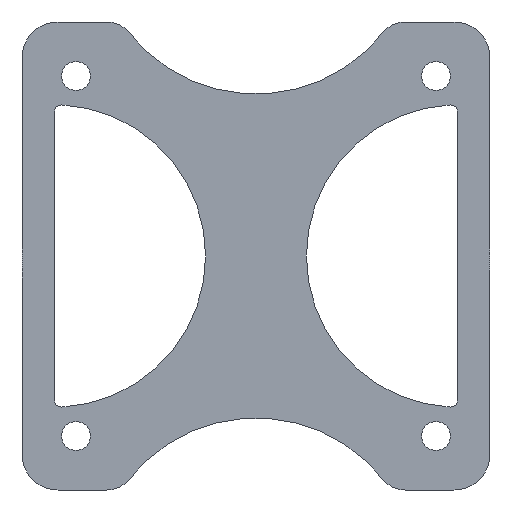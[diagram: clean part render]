
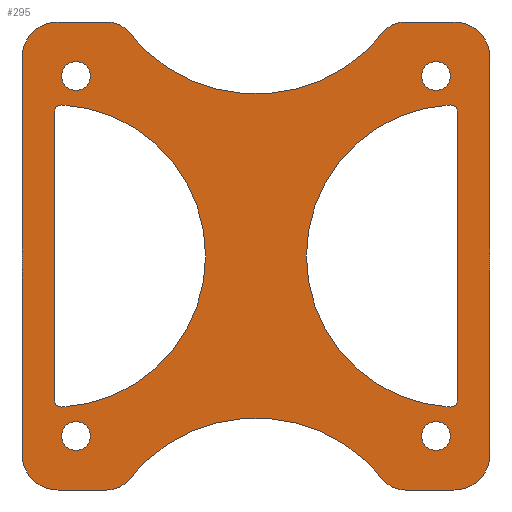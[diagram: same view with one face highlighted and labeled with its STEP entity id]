
A CAD part, front view. The second image highlights one B-rep face of the part: STEP entity #295.
In plain terms, the highlighted planar face has unit normal (0, -1, 0).
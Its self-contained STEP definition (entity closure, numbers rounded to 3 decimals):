
#131=FACE_BOUND('',#496,.T.);
#132=FACE_BOUND('',#497,.T.);
#133=FACE_BOUND('',#498,.T.);
#134=FACE_BOUND('',#499,.T.);
#135=FACE_BOUND('',#500,.T.);
#136=FACE_BOUND('',#501,.T.);
#137=FACE_BOUND('',#502,.T.);
#208=CIRCLE('',#1610,21.);
#209=CIRCLE('',#1611,1.);
#210=CIRCLE('',#1612,1.);
#211=CIRCLE('',#1613,21.);
#212=CIRCLE('',#1614,1.);
#213=CIRCLE('',#1615,1.);
#214=CIRCLE('',#1616,2.);
#215=CIRCLE('',#1617,2.);
#216=CIRCLE('',#1618,2.);
#217=CIRCLE('',#1619,2.);
#218=CIRCLE('',#1620,22.5);
#219=CIRCLE('',#1621,4.);
#220=CIRCLE('',#1622,5.);
#221=CIRCLE('',#1623,5.);
#222=CIRCLE('',#1624,4.);
#223=CIRCLE('',#1625,22.5);
#224=CIRCLE('',#1626,4.);
#225=CIRCLE('',#1627,5.);
#226=CIRCLE('',#1628,5.);
#227=CIRCLE('',#1629,4.);
#295=ADVANCED_FACE('',(#131,#132,#133,#134,#135,#136,#137),#385,.T.);
#385=PLANE('',#1630);
#496=EDGE_LOOP('',(#694,#695,#696,#697));
#497=EDGE_LOOP('',(#698,#699,#700,#701));
#498=EDGE_LOOP('',(#702));
#499=EDGE_LOOP('',(#703));
#500=EDGE_LOOP('',(#704));
#501=EDGE_LOOP('',(#705));
#502=EDGE_LOOP('',(#706,#707,#708,#709,#710,#711,#712,#713,#714,#715,#716,
#717,#718,#719,#720,#721));
#694=ORIENTED_EDGE('',*,*,#1268,.T.);
#695=ORIENTED_EDGE('',*,*,#1269,.T.);
#696=ORIENTED_EDGE('',*,*,#1270,.T.);
#697=ORIENTED_EDGE('',*,*,#1271,.T.);
#698=ORIENTED_EDGE('',*,*,#1272,.T.);
#699=ORIENTED_EDGE('',*,*,#1273,.T.);
#700=ORIENTED_EDGE('',*,*,#1274,.T.);
#701=ORIENTED_EDGE('',*,*,#1275,.T.);
#702=ORIENTED_EDGE('',*,*,#1276,.F.);
#703=ORIENTED_EDGE('',*,*,#1277,.F.);
#704=ORIENTED_EDGE('',*,*,#1278,.F.);
#705=ORIENTED_EDGE('',*,*,#1279,.F.);
#706=ORIENTED_EDGE('',*,*,#1280,.T.);
#707=ORIENTED_EDGE('',*,*,#1281,.T.);
#708=ORIENTED_EDGE('',*,*,#1177,.T.);
#709=ORIENTED_EDGE('',*,*,#1282,.T.);
#710=ORIENTED_EDGE('',*,*,#1263,.T.);
#711=ORIENTED_EDGE('',*,*,#1283,.T.);
#712=ORIENTED_EDGE('',*,*,#1173,.T.);
#713=ORIENTED_EDGE('',*,*,#1284,.T.);
#714=ORIENTED_EDGE('',*,*,#1285,.T.);
#715=ORIENTED_EDGE('',*,*,#1286,.T.);
#716=ORIENTED_EDGE('',*,*,#1169,.T.);
#717=ORIENTED_EDGE('',*,*,#1287,.T.);
#718=ORIENTED_EDGE('',*,*,#1267,.T.);
#719=ORIENTED_EDGE('',*,*,#1288,.T.);
#720=ORIENTED_EDGE('',*,*,#1181,.T.);
#721=ORIENTED_EDGE('',*,*,#1289,.T.);
#1028=VERTEX_POINT('',#2283);
#1031=VERTEX_POINT('',#2288);
#1032=VERTEX_POINT('',#2292);
#1035=VERTEX_POINT('',#2297);
#1036=VERTEX_POINT('',#2301);
#1039=VERTEX_POINT('',#2306);
#1040=VERTEX_POINT('',#2310);
#1043=VERTEX_POINT('',#2315);
#1122=VERTEX_POINT('',#2490);
#1125=VERTEX_POINT('',#2495);
#1126=VERTEX_POINT('',#2499);
#1129=VERTEX_POINT('',#2504);
#1130=VERTEX_POINT('',#2508);
#1131=VERTEX_POINT('',#2509);
#1132=VERTEX_POINT('',#2511);
#1133=VERTEX_POINT('',#2513);
#1134=VERTEX_POINT('',#2516);
#1135=VERTEX_POINT('',#2517);
#1136=VERTEX_POINT('',#2519);
#1137=VERTEX_POINT('',#2521);
#1138=VERTEX_POINT('',#2524);
#1139=VERTEX_POINT('',#2526);
#1140=VERTEX_POINT('',#2528);
#1141=VERTEX_POINT('',#2530);
#1142=VERTEX_POINT('',#2532);
#1143=VERTEX_POINT('',#2533);
#1144=VERTEX_POINT('',#2538);
#1145=VERTEX_POINT('',#2540);
#1169=EDGE_CURVE('',#1028,#1031,#1387,.T.);
#1173=EDGE_CURVE('',#1032,#1035,#1391,.T.);
#1177=EDGE_CURVE('',#1036,#1039,#1395,.T.);
#1181=EDGE_CURVE('',#1040,#1043,#1399,.T.);
#1263=EDGE_CURVE('',#1122,#1125,#1431,.T.);
#1267=EDGE_CURVE('',#1126,#1129,#1435,.T.);
#1268=EDGE_CURVE('',#1130,#1131,#208,.T.);
#1269=EDGE_CURVE('',#1131,#1132,#209,.T.);
#1270=EDGE_CURVE('',#1132,#1133,#1436,.T.);
#1271=EDGE_CURVE('',#1133,#1130,#210,.T.);
#1272=EDGE_CURVE('',#1134,#1135,#211,.T.);
#1273=EDGE_CURVE('',#1135,#1136,#212,.T.);
#1274=EDGE_CURVE('',#1136,#1137,#1437,.T.);
#1275=EDGE_CURVE('',#1137,#1134,#213,.T.);
#1276=EDGE_CURVE('',#1138,#1138,#214,.T.);
#1277=EDGE_CURVE('',#1139,#1139,#215,.T.);
#1278=EDGE_CURVE('',#1140,#1140,#216,.T.);
#1279=EDGE_CURVE('',#1141,#1141,#217,.T.);
#1280=EDGE_CURVE('',#1142,#1143,#218,.T.);
#1281=EDGE_CURVE('',#1143,#1036,#219,.T.);
#1282=EDGE_CURVE('',#1039,#1122,#220,.T.);
#1283=EDGE_CURVE('',#1125,#1032,#221,.T.);
#1284=EDGE_CURVE('',#1035,#1144,#222,.T.);
#1285=EDGE_CURVE('',#1144,#1145,#223,.T.);
#1286=EDGE_CURVE('',#1145,#1028,#224,.T.);
#1287=EDGE_CURVE('',#1031,#1126,#225,.T.);
#1288=EDGE_CURVE('',#1129,#1040,#226,.T.);
#1289=EDGE_CURVE('',#1043,#1142,#227,.T.);
#1387=LINE('',#2289,#1471);
#1391=LINE('',#2298,#1475);
#1395=LINE('',#2307,#1479);
#1399=LINE('',#2316,#1483);
#1431=LINE('',#2496,#1515);
#1435=LINE('',#2505,#1519);
#1436=LINE('',#2512,#1520);
#1437=LINE('',#2520,#1521);
#1471=VECTOR('',#1772,1.);
#1475=VECTOR('',#1778,1.);
#1479=VECTOR('',#1784,1.);
#1483=VECTOR('',#1790,1.);
#1515=VECTOR('',#1926,1.);
#1519=VECTOR('',#1932,1.);
#1520=VECTOR('',#1939,1.);
#1521=VECTOR('',#1946,1.);
#1610=AXIS2_PLACEMENT_3D('',#2507,#1935,#1936);
#1611=AXIS2_PLACEMENT_3D('',#2510,#1937,#1938);
#1612=AXIS2_PLACEMENT_3D('',#2514,#1940,#1941);
#1613=AXIS2_PLACEMENT_3D('',#2515,#1942,#1943);
#1614=AXIS2_PLACEMENT_3D('',#2518,#1944,#1945);
#1615=AXIS2_PLACEMENT_3D('',#2522,#1947,#1948);
#1616=AXIS2_PLACEMENT_3D('',#2523,#1949,#1950);
#1617=AXIS2_PLACEMENT_3D('',#2525,#1951,#1952);
#1618=AXIS2_PLACEMENT_3D('',#2527,#1953,#1954);
#1619=AXIS2_PLACEMENT_3D('',#2529,#1955,#1956);
#1620=AXIS2_PLACEMENT_3D('',#2531,#1957,#1958);
#1621=AXIS2_PLACEMENT_3D('',#2534,#1959,#1960);
#1622=AXIS2_PLACEMENT_3D('',#2535,#1961,#1962);
#1623=AXIS2_PLACEMENT_3D('',#2536,#1963,#1964);
#1624=AXIS2_PLACEMENT_3D('',#2537,#1965,#1966);
#1625=AXIS2_PLACEMENT_3D('',#2539,#1967,#1968);
#1626=AXIS2_PLACEMENT_3D('',#2541,#1969,#1970);
#1627=AXIS2_PLACEMENT_3D('',#2542,#1971,#1972);
#1628=AXIS2_PLACEMENT_3D('',#2543,#1973,#1974);
#1629=AXIS2_PLACEMENT_3D('',#2544,#1975,#1976);
#1630=AXIS2_PLACEMENT_3D('',#2545,#1977,#1978);
#1772=DIRECTION('',(1.,0.,0.));
#1778=DIRECTION('',(1.,0.,0.));
#1784=DIRECTION('',(-1.,0.,0.));
#1790=DIRECTION('',(-1.,0.,0.));
#1926=DIRECTION('',(0.,0.,-1.));
#1932=DIRECTION('',(0.,0.,1.));
#1935=DIRECTION('',(0.,1.,0.));
#1936=DIRECTION('',(0.,0.,-1.));
#1937=DIRECTION('',(0.,1.,0.));
#1938=DIRECTION('',(0.,0.,-1.));
#1939=DIRECTION('',(0.,0.,-1.));
#1940=DIRECTION('',(0.,1.,0.));
#1941=DIRECTION('',(0.,0.,-1.));
#1942=DIRECTION('',(0.,1.,0.));
#1943=DIRECTION('',(0.,0.,-1.));
#1944=DIRECTION('',(0.,1.,0.));
#1945=DIRECTION('',(0.,0.,-1.));
#1946=DIRECTION('',(0.,0.,1.));
#1947=DIRECTION('',(0.,1.,0.));
#1948=DIRECTION('',(0.,0.,-1.));
#1949=DIRECTION('',(0.,-1.,0.));
#1950=DIRECTION('',(0.,0.,-1.));
#1951=DIRECTION('',(0.,-1.,0.));
#1952=DIRECTION('',(0.,0.,-1.));
#1953=DIRECTION('',(0.,-1.,0.));
#1954=DIRECTION('',(0.,0.,-1.));
#1955=DIRECTION('',(0.,-1.,0.));
#1956=DIRECTION('',(0.,0.,-1.));
#1957=DIRECTION('',(0.,1.,0.));
#1958=DIRECTION('',(0.,0.,-1.));
#1959=DIRECTION('',(0.,-1.,0.));
#1960=DIRECTION('',(0.,0.,-1.));
#1961=DIRECTION('',(0.,-1.,0.));
#1962=DIRECTION('',(0.,0.,-1.));
#1963=DIRECTION('',(0.,-1.,0.));
#1964=DIRECTION('',(0.,0.,-1.));
#1965=DIRECTION('',(0.,-1.,0.));
#1966=DIRECTION('',(0.,0.,-1.));
#1967=DIRECTION('',(0.,1.,0.));
#1968=DIRECTION('',(0.,0.,-1.));
#1969=DIRECTION('',(0.,-1.,0.));
#1970=DIRECTION('',(0.,0.,-1.));
#1971=DIRECTION('',(0.,-1.,0.));
#1972=DIRECTION('',(0.,0.,-1.));
#1973=DIRECTION('',(0.,-1.,0.));
#1974=DIRECTION('',(0.,0.,-1.));
#1975=DIRECTION('',(0.,-1.,0.));
#1976=DIRECTION('',(0.,0.,-1.));
#1977=DIRECTION('',(0.,-1.,0.));
#1978=DIRECTION('',(0.,0.,-1.));
#2283=CARTESIAN_POINT('',(20.736,-5.,-32.5));
#2288=CARTESIAN_POINT('',(27.5,-5.,-32.5));
#2289=CARTESIAN_POINT('',(-32.5,-5.,-32.5));
#2292=CARTESIAN_POINT('',(-27.5,-5.,-32.5));
#2297=CARTESIAN_POINT('',(-20.736,-5.,-32.5));
#2298=CARTESIAN_POINT('',(-32.5,-5.,-32.5));
#2301=CARTESIAN_POINT('',(-20.736,-5.,32.5));
#2306=CARTESIAN_POINT('',(-27.5,-5.,32.5));
#2307=CARTESIAN_POINT('',(32.5,-5.,32.5));
#2310=CARTESIAN_POINT('',(27.5,-5.,32.5));
#2315=CARTESIAN_POINT('',(20.736,-5.,32.5));
#2316=CARTESIAN_POINT('',(32.5,-5.,32.5));
#2490=CARTESIAN_POINT('',(-32.5,-5.,27.5));
#2495=CARTESIAN_POINT('',(-32.5,-5.,-27.5));
#2496=CARTESIAN_POINT('',(-32.5,-5.,32.5));
#2499=CARTESIAN_POINT('',(32.5,-5.,-27.5));
#2504=CARTESIAN_POINT('',(32.5,-5.,27.5));
#2505=CARTESIAN_POINT('',(32.5,-5.,-32.5));
#2507=CARTESIAN_POINT('',(28.,-5.,0.));
#2508=CARTESIAN_POINT('',(26.95,-5.,-20.974));
#2509=CARTESIAN_POINT('',(26.95,-5.,20.974));
#2510=CARTESIAN_POINT('',(27.,-5.,19.975));
#2511=CARTESIAN_POINT('',(28.,-5.,19.975));
#2512=CARTESIAN_POINT('',(28.,-5.,0.));
#2513=CARTESIAN_POINT('',(28.,-5.,-19.975));
#2514=CARTESIAN_POINT('',(27.,-5.,-19.975));
#2515=CARTESIAN_POINT('',(-28.,-5.,0.));
#2516=CARTESIAN_POINT('',(-26.95,-5.,20.974));
#2517=CARTESIAN_POINT('',(-26.95,-5.,-20.974));
#2518=CARTESIAN_POINT('',(-27.,-5.,-19.975));
#2519=CARTESIAN_POINT('',(-28.,-5.,-19.975));
#2520=CARTESIAN_POINT('',(-28.,-5.,0.));
#2521=CARTESIAN_POINT('',(-28.,-5.,19.975));
#2522=CARTESIAN_POINT('',(-27.,-5.,19.975));
#2523=CARTESIAN_POINT('',(25.,-5.,25.));
#2524=CARTESIAN_POINT('',(25.,-5.,23.));
#2525=CARTESIAN_POINT('',(25.,-5.,-25.));
#2526=CARTESIAN_POINT('',(25.,-5.,-27.));
#2527=CARTESIAN_POINT('',(-25.,-5.,25.));
#2528=CARTESIAN_POINT('',(-25.,-5.,23.));
#2529=CARTESIAN_POINT('',(-25.,-5.,-25.));
#2530=CARTESIAN_POINT('',(-25.,-5.,-27.));
#2531=CARTESIAN_POINT('',(0.,-5.,45.));
#2532=CARTESIAN_POINT('',(17.606,-5.,30.991));
#2533=CARTESIAN_POINT('',(-17.606,-5.,30.991));
#2534=CARTESIAN_POINT('',(-20.736,-5.,28.5));
#2535=CARTESIAN_POINT('',(-27.5,-5.,27.5));
#2536=CARTESIAN_POINT('',(-27.5,-5.,-27.5));
#2537=CARTESIAN_POINT('',(-20.736,-5.,-28.5));
#2538=CARTESIAN_POINT('',(-17.606,-5.,-30.991));
#2539=CARTESIAN_POINT('',(0.,-5.,-45.));
#2540=CARTESIAN_POINT('',(17.606,-5.,-30.991));
#2541=CARTESIAN_POINT('',(20.736,-5.,-28.5));
#2542=CARTESIAN_POINT('',(27.5,-5.,-27.5));
#2543=CARTESIAN_POINT('',(27.5,-5.,27.5));
#2544=CARTESIAN_POINT('',(20.736,-5.,28.5));
#2545=CARTESIAN_POINT('',(0.,-5.,0.));
